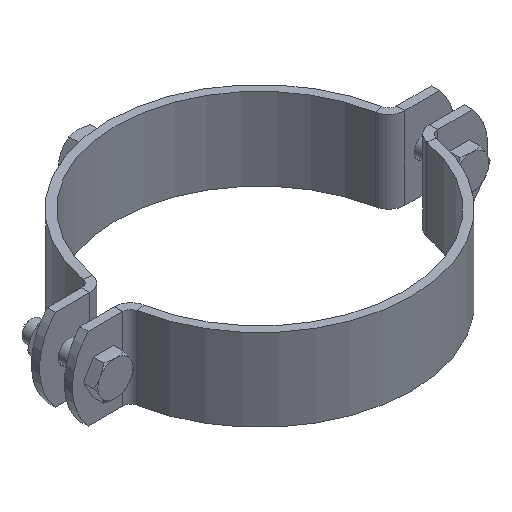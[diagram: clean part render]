
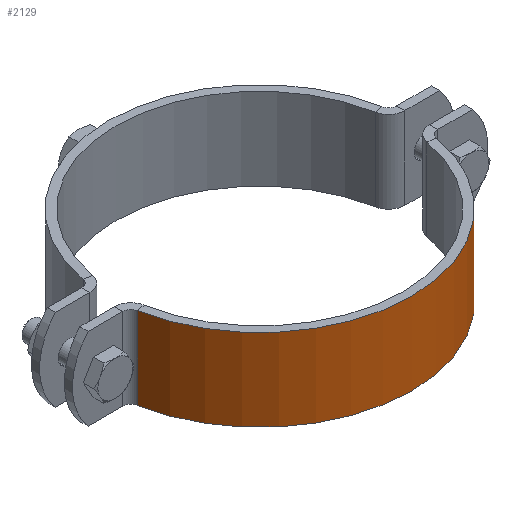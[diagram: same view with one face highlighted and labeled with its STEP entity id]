
A CAD part, isometric view. The second image highlights one B-rep face of the part: STEP entity #2129.
In plain terms, the highlighted cylindrical face has radius 74 mm (diameter 148 mm), a partial arc.
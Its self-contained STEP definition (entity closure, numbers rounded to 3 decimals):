
#2054=CARTESIAN_POINT('',(-72.798,-13.282,20.0));
#2055=VERTEX_POINT('',#2054);
#2090=CARTESIAN_POINT('',(0.,0.,0.0));
#2091=DIRECTION('',(0.0,0.0,-1.0));
#2092=DIRECTION('',(0.984,-0.179,0.0));
#2093=AXIS2_PLACEMENT_3D('',#2090,#2091,#2092);
#2094=CYLINDRICAL_SURFACE('',#2093,74.);
#2095=CARTESIAN_POINT('',(-72.798,-13.282,-20.0));
#2096=VERTEX_POINT('',#2095);
#2097=CARTESIAN_POINT('',(-72.798,-13.282,-20.0));
#2098=DIRECTION('',(0.0,0.0,1.0));
#2099=VECTOR('',#2098,40.0);
#2100=LINE('',#2097,#2099);
#2101=EDGE_CURVE('',#2096,#2055,#2100,.T.);
#2102=ORIENTED_EDGE('',*,*,#2101,.F.);
#2103=CARTESIAN_POINT('',(72.798,-13.282,-20.0));
#2104=VERTEX_POINT('',#2103);
#2105=CARTESIAN_POINT('',(0.,0.,-20.0));
#2106=DIRECTION('',(0.0,0.0,-1.0));
#2107=DIRECTION('',(0.984,-0.179,0.0));
#2108=AXIS2_PLACEMENT_3D('',#2105,#2106,#2107);
#2109=CIRCLE('',#2108,74.);
#2110=EDGE_CURVE('',#2104,#2096,#2109,.T.);
#2111=ORIENTED_EDGE('',*,*,#2110,.F.);
#2112=CARTESIAN_POINT('',(72.798,-13.282,20.0));
#2113=VERTEX_POINT('',#2112);
#2114=CARTESIAN_POINT('',(72.798,-13.282,-20.0));
#2115=DIRECTION('',(0.0,0.0,1.0));
#2116=VECTOR('',#2115,40.0);
#2117=LINE('',#2114,#2116);
#2118=EDGE_CURVE('',#2104,#2113,#2117,.T.);
#2119=ORIENTED_EDGE('',*,*,#2118,.T.);
#2120=CARTESIAN_POINT('',(0.,0.,20.0));
#2121=DIRECTION('',(0.0,0.0,1.0));
#2122=DIRECTION('',(-0.984,-0.179,0.0));
#2123=AXIS2_PLACEMENT_3D('',#2120,#2121,#2122);
#2124=CIRCLE('',#2123,74.);
#2125=EDGE_CURVE('',#2055,#2113,#2124,.T.);
#2126=ORIENTED_EDGE('',*,*,#2125,.F.);
#2127=EDGE_LOOP('',(#2102,#2111,#2119,#2126));
#2128=FACE_OUTER_BOUND('',#2127,.T.);
#2129=ADVANCED_FACE('',(#2128),#2094,.T.);
